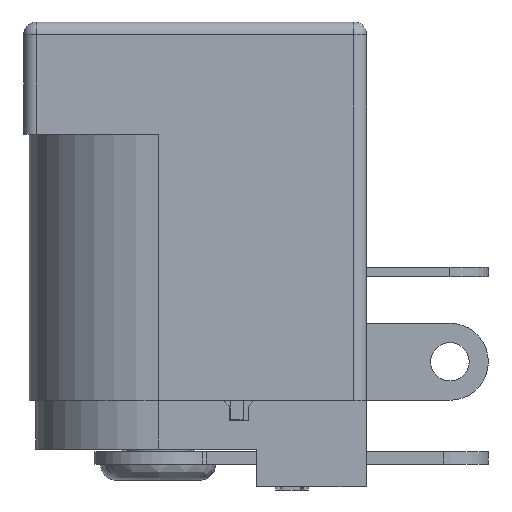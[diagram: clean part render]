
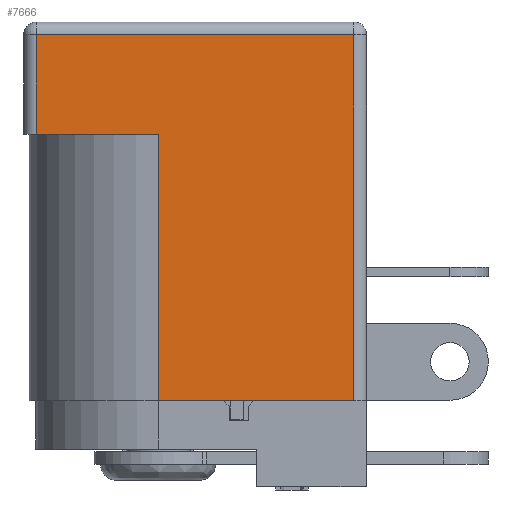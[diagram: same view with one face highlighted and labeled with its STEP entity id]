
A CAD part, left-side view. The second image highlights one B-rep face of the part: STEP entity #7666.
In plain terms, the highlighted planar face has unit normal (-1, 0, 0).
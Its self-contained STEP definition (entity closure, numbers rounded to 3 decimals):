
#64 = VERTEX_POINT ( 'NONE', #2911 ) ;
#142 = CARTESIAN_POINT ( 'NONE',  ( -4.5, -6.114, 0. ) ) ;
#335 = VERTEX_POINT ( 'NONE', #3506 ) ;
#391 = ORIENTED_EDGE ( 'NONE', *, *, #5325, .F. ) ;
#525 = ORIENTED_EDGE ( 'NONE', *, *, #5079, .F. ) ;
#600 = VECTOR ( 'NONE', #6749, 1000. ) ;
#1125 = VECTOR ( 'NONE', #8588, 1000. ) ;
#1298 = DIRECTION ( 'NONE',  ( -1., 0., 0. ) ) ;
#1313 = FACE_OUTER_BOUND ( 'NONE', #5215, .T. ) ;
#1321 = LINE ( 'NONE', #7915, #1125 ) ;
#1329 = CARTESIAN_POINT ( 'NONE',  ( -4.5, -1.12, -11.816 ) ) ;
#1398 = DIRECTION ( 'NONE',  ( 0., 1., 0. ) ) ;
#1495 = DIRECTION ( 'NONE',  ( 0., 0., 1. ) ) ;
#1602 = VERTEX_POINT ( 'NONE', #3379 ) ;
#1687 = CARTESIAN_POINT ( 'NONE',  ( -4.5, -0.014, -3.5 ) ) ;
#1957 = PLANE ( 'NONE',  #3117 ) ;
#2823 = ORIENTED_EDGE ( 'NONE', *, *, #5909, .T. ) ;
#2911 = CARTESIAN_POINT ( 'NONE',  ( -4.5, -6.114, -0.4 ) ) ;
#2927 = EDGE_CURVE ( 'NONE', #335, #64, #6534, .T. ) ;
#2947 = LINE ( 'NONE', #7476, #6324 ) ;
#2999 = CARTESIAN_POINT ( 'NONE',  ( -4.5, -0.014, -11.816 ) ) ;
#3117 = AXIS2_PLACEMENT_3D ( 'NONE', #5349, #1298, #6037 ) ;
#3336 = CARTESIAN_POINT ( 'NONE',  ( -4.5, -0.014, -3.5 ) ) ;
#3379 = CARTESIAN_POINT ( 'NONE',  ( -4.5, -0.014, -11.816 ) ) ;
#3506 = CARTESIAN_POINT ( 'NONE',  ( -4.5, -6.114, -11.816 ) ) ;
#3872 = VERTEX_POINT ( 'NONE', #5246 ) ;
#4231 = VECTOR ( 'NONE', #7737, 1000. ) ;
#4359 = VERTEX_POINT ( 'NONE', #3336 ) ;
#4734 = VERTEX_POINT ( 'NONE', #7827 ) ;
#5079 = EDGE_CURVE ( 'NONE', #335, #1602, #5811, .T. ) ;
#5160 = VECTOR ( 'NONE', #1495, 1000. ) ;
#5215 = EDGE_LOOP ( 'NONE', ( #7028, #2823, #8622, #391, #525, #8075 ) ) ;
#5246 = CARTESIAN_POINT ( 'NONE',  ( -4.5, 3.786, -3.5 ) ) ;
#5325 = EDGE_CURVE ( 'NONE', #1602, #4359, #5992, .T. ) ;
#5349 = CARTESIAN_POINT ( 'NONE',  ( -4.5, -6.5, 0. ) ) ;
#5570 = LINE ( 'NONE', #1687, #7159 ) ;
#5811 = LINE ( 'NONE', #1329, #600 ) ;
#5909 = EDGE_CURVE ( 'NONE', #4734, #3872, #1321, .T. ) ;
#5992 = LINE ( 'NONE', #2999, #4231 ) ;
#6037 = DIRECTION ( 'NONE',  ( 0., 1., 0. ) ) ;
#6316 = EDGE_CURVE ( 'NONE', #3872, #4359, #5570, .T. ) ;
#6324 = VECTOR ( 'NONE', #1398, 1000. ) ;
#6534 = LINE ( 'NONE', #142, #5160 ) ;
#6749 = DIRECTION ( 'NONE',  ( 0., 1., 0. ) ) ;
#7028 = ORIENTED_EDGE ( 'NONE', *, *, #7175, .T. ) ;
#7121 = DIRECTION ( 'NONE',  ( 0., -1., 0. ) ) ;
#7159 = VECTOR ( 'NONE', #7121, 1000. ) ;
#7175 = EDGE_CURVE ( 'NONE', #64, #4734, #2947, .T. ) ;
#7476 = CARTESIAN_POINT ( 'NONE',  ( -4.5, 4.186, -0.4 ) ) ;
#7666 = ADVANCED_FACE ( 'NONE', ( #1313 ), #1957, .T. ) ;
#7737 = DIRECTION ( 'NONE',  ( 0., 0., 1. ) ) ;
#7827 = CARTESIAN_POINT ( 'NONE',  ( -4.5, 3.786, -0.4 ) ) ;
#7915 = CARTESIAN_POINT ( 'NONE',  ( -4.5, 3.786, -3.5 ) ) ;
#8075 = ORIENTED_EDGE ( 'NONE', *, *, #2927, .T. ) ;
#8588 = DIRECTION ( 'NONE',  ( 0., 0., -1. ) ) ;
#8622 = ORIENTED_EDGE ( 'NONE', *, *, #6316, .T. ) ;
